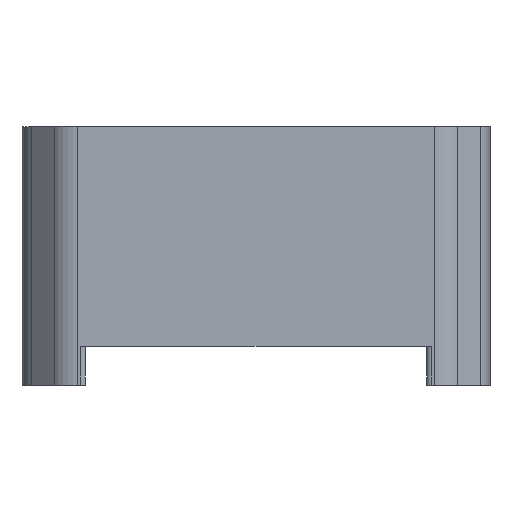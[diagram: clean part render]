
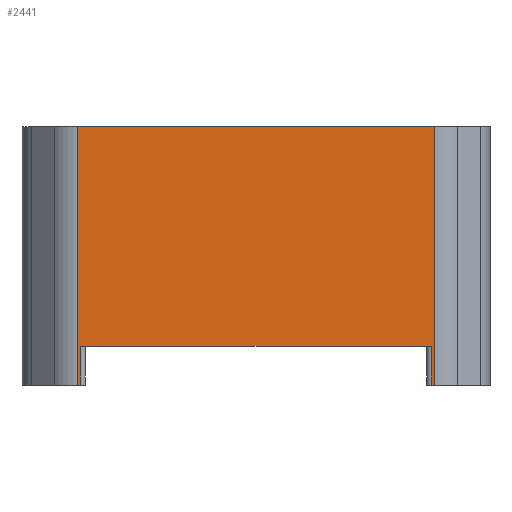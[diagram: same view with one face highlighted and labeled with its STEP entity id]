
A CAD part, left-side view. The second image highlights one B-rep face of the part: STEP entity #2441.
In plain terms, the highlighted planar face has unit normal (-1, 0, 0).
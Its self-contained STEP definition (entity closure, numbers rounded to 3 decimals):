
#108=PLANE('',#2729);
#232=FACE_OUTER_BOUND('',#380,.T.);
#380=EDGE_LOOP('',(#2209,#2210,#2211,#2212,#2213,#2214,#2215,#2216));
#451=LINE('',#3714,#666);
#526=LINE('',#3968,#741);
#582=LINE('',#4177,#797);
#583=LINE('',#4180,#798);
#584=LINE('',#4183,#799);
#587=LINE('',#4193,#802);
#598=LINE('',#4222,#813);
#599=LINE('',#4223,#814);
#666=VECTOR('',#2943,10.);
#741=VECTOR('',#3192,10.);
#797=VECTOR('',#3422,10.);
#798=VECTOR('',#3427,0.4);
#799=VECTOR('',#3430,0.4);
#802=VECTOR('',#3441,10.);
#813=VECTOR('',#3474,10.);
#814=VECTOR('',#3475,10.);
#1037=VERTEX_POINT('',#3712);
#1038=VERTEX_POINT('',#3713);
#1129=VERTEX_POINT('',#3965);
#1130=VERTEX_POINT('',#3967);
#1179=VERTEX_POINT('',#4174);
#1180=VERTEX_POINT('',#4176);
#1181=VERTEX_POINT('',#4182);
#1184=VERTEX_POINT('',#4192);
#1291=EDGE_CURVE('',#1037,#1038,#451,.T.);
#1419=EDGE_CURVE('',#1129,#1130,#526,.T.);
#1516=EDGE_CURVE('',#1180,#1179,#582,.F.);
#1518=EDGE_CURVE('',#1180,#1037,#583,.T.);
#1519=EDGE_CURVE('',#1038,#1181,#584,.T.);
#1524=EDGE_CURVE('',#1184,#1181,#587,.F.);
#1540=EDGE_CURVE('',#1130,#1179,#598,.T.);
#1541=EDGE_CURVE('',#1184,#1129,#599,.T.);
#2209=ORIENTED_EDGE('',*,*,#1291,.F.);
#2210=ORIENTED_EDGE('',*,*,#1518,.F.);
#2211=ORIENTED_EDGE('',*,*,#1516,.T.);
#2212=ORIENTED_EDGE('',*,*,#1540,.F.);
#2213=ORIENTED_EDGE('',*,*,#1419,.F.);
#2214=ORIENTED_EDGE('',*,*,#1541,.F.);
#2215=ORIENTED_EDGE('',*,*,#1524,.T.);
#2216=ORIENTED_EDGE('',*,*,#1519,.F.);
#2441=ADVANCED_FACE('',(#232),#108,.T.);
#2729=AXIS2_PLACEMENT_3D('',#4221,#3472,#3473);
#2943=DIRECTION('',(0.,1.,0.));
#3192=DIRECTION('',(0.,-1.,0.));
#3422=DIRECTION('',(0.,1.,0.));
#3427=DIRECTION('',(0.,0.,1.));
#3430=DIRECTION('',(0.,0.,-1.));
#3441=DIRECTION('',(0.,1.,0.));
#3472=DIRECTION('center_axis',(-1.,0.,0.));
#3473=DIRECTION('ref_axis',(0.,1.,0.));
#3474=DIRECTION('',(0.,0.,-1.));
#3475=DIRECTION('',(0.,0.,1.));
#3712=CARTESIAN_POINT('',(-25.85,-30.832,1085.2));
#3713=CARTESIAN_POINT('',(-25.85,0.832,1085.2));
#3714=CARTESIAN_POINT('',(-25.85,-30.832,1085.2));
#3965=CARTESIAN_POINT('',(-25.85,1.107,1105.05));
#3967=CARTESIAN_POINT('',(-25.85,-31.107,1105.05));
#3968=CARTESIAN_POINT('',(-25.85,-23.675,1105.05));
#4174=CARTESIAN_POINT('',(-25.85,-31.107,1081.7));
#4176=CARTESIAN_POINT('',(-25.85,-30.832,1081.7));
#4177=CARTESIAN_POINT('',(-25.85,-23.675,1081.7));
#4180=CARTESIAN_POINT('',(-25.85,-30.832,1087.));
#4182=CARTESIAN_POINT('',(-25.85,0.832,1081.7));
#4183=CARTESIAN_POINT('',(-25.85,0.832,1087.));
#4192=CARTESIAN_POINT('',(-25.85,1.107,1081.7));
#4193=CARTESIAN_POINT('',(-25.85,-23.675,1081.7));
#4221=CARTESIAN_POINT('Origin',(-25.85,-32.35,1111.));
#4222=CARTESIAN_POINT('',(-25.85,-31.107,1111.));
#4223=CARTESIAN_POINT('',(-25.85,1.107,1111.));
